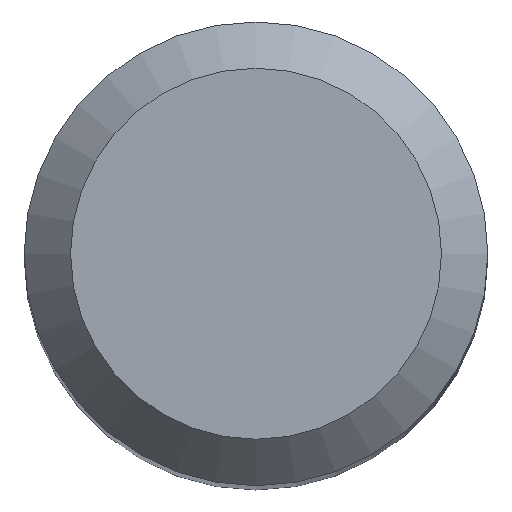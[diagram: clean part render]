
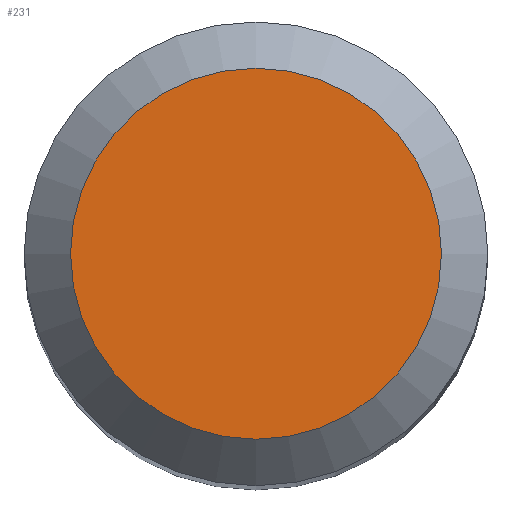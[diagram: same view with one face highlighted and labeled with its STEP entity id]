
A CAD part, top view. The second image highlights one B-rep face of the part: STEP entity #231.
In plain terms, the highlighted planar face has unit normal (0, 0, 1).
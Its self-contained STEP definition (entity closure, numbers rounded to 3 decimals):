
#22 = CARTESIAN_POINT ( 'NONE',  ( 0., 0., 79. ) ) ;
#40 = PLANE ( 'NONE',  #162 ) ;
#67 = EDGE_LOOP ( 'NONE', ( #228 ) ) ;
#77 = DIRECTION ( 'NONE',  ( 0., 1., 0. ) ) ;
#121 = DIRECTION ( 'NONE',  ( 0., 0., -1. ) ) ;
#122 = FACE_OUTER_BOUND ( 'NONE', #67, .T. ) ;
#161 = DIRECTION ( 'NONE',  ( 0., 0., -1. ) ) ;
#162 = AXIS2_PLACEMENT_3D ( 'NONE', #22, #121, #77 ) ;
#181 = CARTESIAN_POINT ( 'NONE',  ( 0., 3.2, 79. ) ) ;
#185 = DIRECTION ( 'NONE',  ( 0., 1., 0. ) ) ;
#201 = AXIS2_PLACEMENT_3D ( 'NONE', #243, #161, #185 ) ;
#225 = EDGE_CURVE ( 'NONE', #248, #248, #244, .T. ) ;
#228 = ORIENTED_EDGE ( 'NONE', *, *, #225, .F. ) ;
#231 = ADVANCED_FACE ( 'NONE', ( #122 ), #40, .F. ) ;
#243 = CARTESIAN_POINT ( 'NONE',  ( 0., 0., 79. ) ) ;
#244 = CIRCLE ( 'NONE', #201, 3.2 ) ;
#248 = VERTEX_POINT ( 'NONE', #181 ) ;
